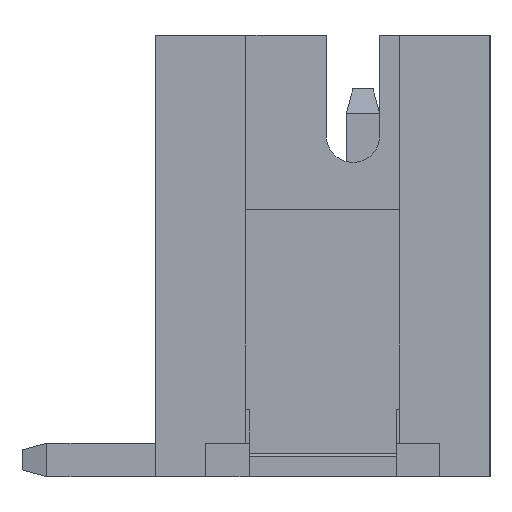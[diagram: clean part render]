
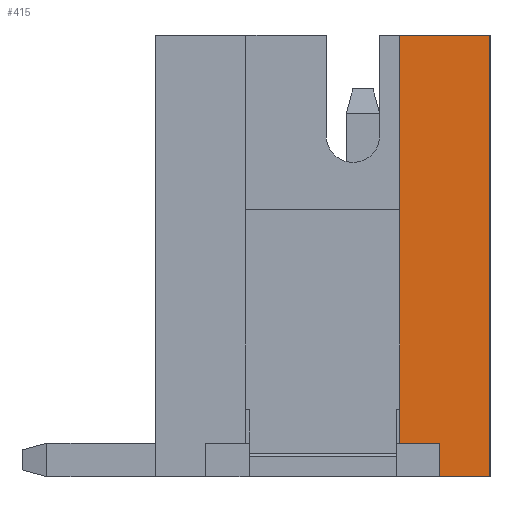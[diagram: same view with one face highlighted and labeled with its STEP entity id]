
A CAD part, left-side view. The second image highlights one B-rep face of the part: STEP entity #415.
In plain terms, the highlighted planar face has unit normal (-1, 0, 0).
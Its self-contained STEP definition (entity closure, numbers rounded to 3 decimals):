
#415=ADVANCED_FACE('',(#4307),#4309,.T.);
#4307=FACE_BOUND('',#4308,.T.);
#4308=EDGE_LOOP('',(#7409,#7410,#7411,#7412,#7413,#7414));
#4309=PLANE('',#4310);
#4310=AXIS2_PLACEMENT_3D('',#4311,#4312,#4313);
#4311=CARTESIAN_POINT('',(-2.975,0.,0.));
#4312=DIRECTION('',(-1.,-0.,0.));
#4313=DIRECTION('',(0.,-1.,0.));
#7409=ORIENTED_EDGE('',*,*,#9512,.T.);
#7410=ORIENTED_EDGE('',*,*,#9513,.T.);
#7411=ORIENTED_EDGE('',*,*,#9514,.T.);
#7412=ORIENTED_EDGE('',*,*,#9409,.T.);
#7413=ORIENTED_EDGE('',*,*,#9511,.T.);
#7414=ORIENTED_EDGE('',*,*,#9515,.T.);
#9409=EDGE_CURVE('',#10564,#10562,#10565,.T.);
#9511=EDGE_CURVE('',#10562,#10757,#10759,.T.);
#9512=EDGE_CURVE('',#10760,#10761,#10762,.F.);
#9513=EDGE_CURVE('',#10761,#10763,#10764,.F.);
#9514=EDGE_CURVE('',#10763,#10564,#10765,.T.);
#9515=EDGE_CURVE('',#10757,#10760,#10766,.T.);
#10562=VERTEX_POINT('',#12514);
#10564=VERTEX_POINT('',#12518);
#10565=LINE('',#12519,#12520);
#10757=VERTEX_POINT('',#12913);
#10759=LINE('',#12917,#12918);
#10760=VERTEX_POINT('',#12920);
#10761=VERTEX_POINT('',#12921);
#10762=LINE('',#12922,#12923);
#10763=VERTEX_POINT('',#12925);
#10764=LINE('',#12926,#12927);
#10765=LINE('',#12929,#12930);
#10766=LINE('',#12932,#12933);
#12514=CARTESIAN_POINT('',(-2.975,-1.9,6.6));
#12518=CARTESIAN_POINT('',(-2.975,-1.9,0.));
#12519=CARTESIAN_POINT('',(-2.975,-1.9,0.));
#12520=VECTOR('',#12521,1.);
#12521=DIRECTION('',(0.,0.,1.));
#12913=CARTESIAN_POINT('',(-2.975,-0.55,6.6));
#12917=CARTESIAN_POINT('',(-2.975,-1.9,6.6));
#12918=VECTOR('',#12919,1.);
#12919=DIRECTION('',(0.,1.,0.));
#12920=CARTESIAN_POINT('',(-2.975,-0.55,0.5));
#12921=CARTESIAN_POINT('',(-2.975,-1.15,0.5));
#12922=CARTESIAN_POINT('',(-2.975,-1.15,0.5));
#12923=VECTOR('',#12924,1.);
#12924=DIRECTION('',(0.,1.,0.));
#12925=CARTESIAN_POINT('',(-2.975,-1.15,0.));
#12926=CARTESIAN_POINT('',(-2.975,-1.15,0.));
#12927=VECTOR('',#12928,1.);
#12928=DIRECTION('',(0.,0.,1.));
#12929=CARTESIAN_POINT('',(-2.975,-1.15,0.));
#12930=VECTOR('',#12931,1.);
#12931=DIRECTION('',(0.,-1.,0.));
#12932=CARTESIAN_POINT('',(-2.975,-0.55,6.6));
#12933=VECTOR('',#12934,1.);
#12934=DIRECTION('',(0.,0.,-1.));
